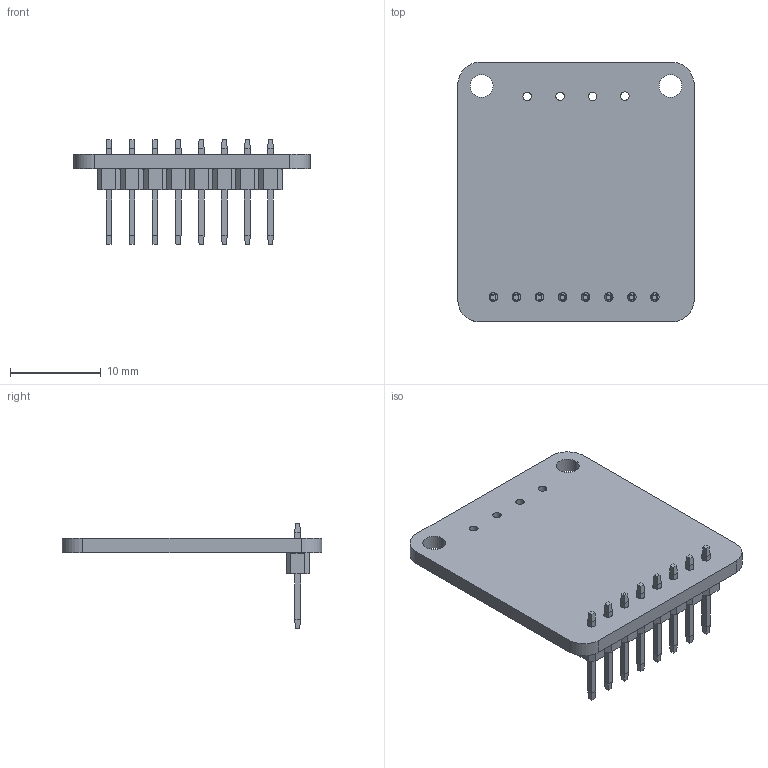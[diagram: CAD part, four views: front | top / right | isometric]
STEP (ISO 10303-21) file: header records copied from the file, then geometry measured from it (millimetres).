
FILE_DESCRIPTION (( 'STEP AP214' ), '1' );
FILE_NAME ('MAX31865 RTD.STEP', '2021-12-29T14:28:24', ( '' ), ( '' ), 'SwSTEP 2.0', 'SolidWorks 2021', '' );
FILE_SCHEMA (( 'AUTOMOTIVE_DESIGN' ));
Length unit declared in the file: millimetre
Products named in the file (3): MAX31865 RTD; Header, Male, 2.54mm, 1x8; minitempboard
Assembly tree (2 placements, depth 2):
  MAX31865 RTD
    minitempboard
    Header, Male, 2.54mm, 1x8
Bounding box: 25.99 x 28.58 x 11.54 mm (x, y, z)
Volume: 1291.6 mm3; surface area: 2157.6 mm2
Topology: 25 solids, 25 shells, 310 faces, 684 edges, 424 vertices
Faces by surface type: plane 278, cylinder 32
Entity records: 9031 total; most frequent: CARTESIAN_POINT 1423, DIRECTION 1378, ORIENTED_EDGE 1368, EDGE_CURVE 684, LINE 620, VECTOR 620, VERTEX_POINT 424, AXIS2_PLACEMENT_3D 379
